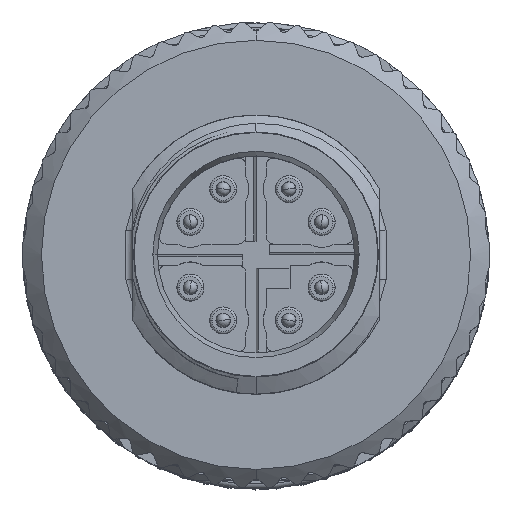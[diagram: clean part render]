
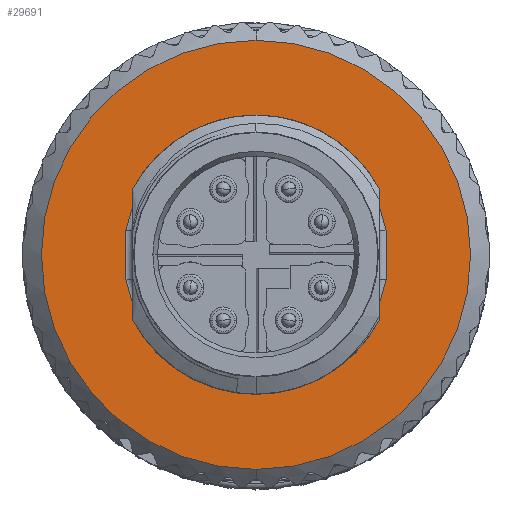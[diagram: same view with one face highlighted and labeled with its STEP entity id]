
A CAD part, top view. The second image highlights one B-rep face of the part: STEP entity #29691.
In plain terms, the highlighted planar face has unit normal (0, 0, 1).
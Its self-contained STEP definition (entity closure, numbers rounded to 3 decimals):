
#3647=DIRECTION('',(0.,-1.,0.));
#3648=VECTOR('',#3647,2.117);
#3649=CARTESIAN_POINT('',(-5.55,1.058,-6.));
#3650=LINE('',#3649,#3648);
#3672=CARTESIAN_POINT('',(-5.55,-1.058,-6.));
#3683=CARTESIAN_POINT('',(0.,0.,-6.));
#3684=DIRECTION('',(0.,0.,1.));
#3685=DIRECTION('',(0.,-1.,0.));
#3686=AXIS2_PLACEMENT_3D('',#3683,#3684,#3685);
#3691=CARTESIAN_POINT('',(0.,0.,-6.));
#3692=DIRECTION('',(0.,0.,1.));
#3693=DIRECTION('',(0.,1.,0.));
#3694=AXIS2_PLACEMENT_3D('',#3691,#3692,#3693);
#3699=CARTESIAN_POINT('',(0.,0.,-6.));
#3700=DIRECTION('',(0.,0.,-1.));
#3701=DIRECTION('',(0.,1.,0.));
#3702=AXIS2_PLACEMENT_3D('',#3699,#3700,#3701);
#3707=CARTESIAN_POINT('',(0.,0.,-6.));
#3708=DIRECTION('',(0.,0.,-1.));
#3709=DIRECTION('',(-0.982,0.187,0.));
#3710=AXIS2_PLACEMENT_3D('',#3707,#3708,#3709);
#3715=CARTESIAN_POINT('',(0.,0.,-6.));
#3716=DIRECTION('',(0.,0.,-1.));
#3717=DIRECTION('',(0.,-1.,0.));
#3718=AXIS2_PLACEMENT_3D('',#3715,#3716,#3717);
#3723=CARTESIAN_POINT('',(0.,0.,-6.));
#3724=DIRECTION('',(0.,0.,-1.));
#3725=DIRECTION('',(0.982,-0.187,0.));
#3726=AXIS2_PLACEMENT_3D('',#3723,#3724,#3725);
#19684=DIRECTION('',(0.,1.,0.));
#19685=VECTOR('',#19684,2.117);
#19686=CARTESIAN_POINT('',(5.55,-1.058,-6.));
#19687=LINE('',#19686,#19685);
#19709=CARTESIAN_POINT('',(5.55,1.058,-6.));
#22632=CARTESIAN_POINT('',(0.,-9.15,-6.));
#22634=VERTEX_POINT('',#22632);
#23583=CARTESIAN_POINT('',(0.,9.15,-6.));
#23584=VERTEX_POINT('',#23583);
#23988=VERTEX_POINT('',#3672);
#24213=VERTEX_POINT('',#19709);
#24304=CARTESIAN_POINT('',(-5.55,1.058,-6.));
#24305=CARTESIAN_POINT('',(0.,5.65,-6.));
#24306=VERTEX_POINT('',#24304);
#24307=VERTEX_POINT('',#24305);
#24848=CARTESIAN_POINT('',(5.55,-1.058,-6.));
#24849=VERTEX_POINT('',#24848);
#24864=CARTESIAN_POINT('',(0.,-5.65,-6.));
#24865=VERTEX_POINT('',#24864);
#29667=CARTESIAN_POINT('',(-9.15,0.,-6.));
#29668=DIRECTION('',(0.,0.,-1.));
#29669=DIRECTION('',(0.,-1.,0.));
#29670=AXIS2_PLACEMENT_3D('',#29667,#29668,#29669);
#29671=PLANE('',#29670);
#29673=ORIENTED_EDGE('',*,*,#29672,.F.);
#29675=ORIENTED_EDGE('',*,*,#29674,.F.);
#29676=EDGE_LOOP('',(#29673,#29675));
#29677=FACE_OUTER_BOUND('',#29676,.F.);
#29679=ORIENTED_EDGE('',*,*,#29678,.T.);
#29681=ORIENTED_EDGE('',*,*,#29680,.F.);
#29683=ORIENTED_EDGE('',*,*,#29682,.F.);
#29684=ORIENTED_EDGE('',*,*,#29657,.T.);
#29686=ORIENTED_EDGE('',*,*,#29685,.F.);
#29688=ORIENTED_EDGE('',*,*,#29687,.F.);
#29689=EDGE_LOOP('',(#29679,#29681,#29683,#29684,#29686,#29688));
#29690=FACE_BOUND('',#29689,.F.);
#29691=ADVANCED_FACE('',(#29677,#29690),#29671,.F.);
#3687=CIRCLE('',#3686,9.15);
#3695=CIRCLE('',#3694,9.15);
#3703=CIRCLE('',#3702,5.65);
#3711=CIRCLE('',#3710,5.65);
#3719=CIRCLE('',#3718,5.65);
#3727=CIRCLE('',#3726,5.65);
#29657=EDGE_CURVE('',#24306,#23988,#3650,.T.);
#29672=EDGE_CURVE('',#22634,#23584,#3687,.T.);
#29674=EDGE_CURVE('',#23584,#22634,#3695,.T.);
#29678=EDGE_CURVE('',#24849,#24213,#19687,.T.);
#29680=EDGE_CURVE('',#24307,#24213,#3703,.T.);
#29682=EDGE_CURVE('',#24306,#24307,#3711,.T.);
#29685=EDGE_CURVE('',#24865,#23988,#3719,.T.);
#29687=EDGE_CURVE('',#24849,#24865,#3727,.T.);
